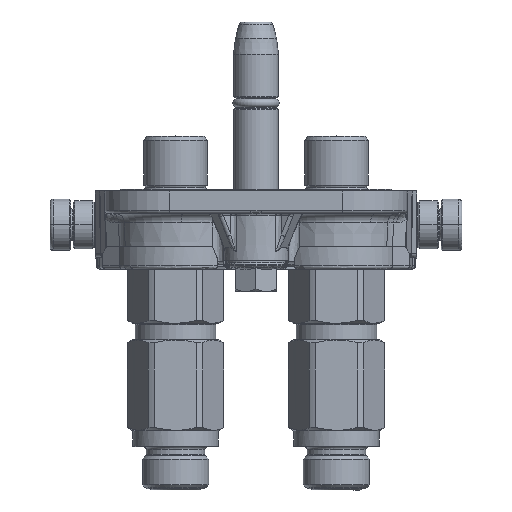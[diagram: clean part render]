
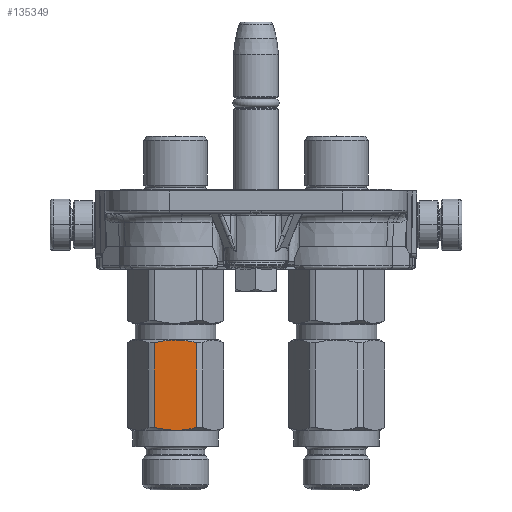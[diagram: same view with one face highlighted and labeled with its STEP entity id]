
A CAD part, left-side view. The second image highlights one B-rep face of the part: STEP entity #135349.
In plain terms, the highlighted face is planar.
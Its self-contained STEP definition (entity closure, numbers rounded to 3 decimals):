
#23 = CARTESIAN_POINT ( 'NONE',  ( 46.123, -13.5, -1.919 ) ) ;
#884 = CARTESIAN_POINT ( 'NONE',  ( 19.01, -13.5, -6.538 ) ) ;
#3030 = ORIENTED_EDGE ( 'NONE', *, *, #74062, .F. ) ;
#3628 = CARTESIAN_POINT ( 'NONE',  ( 46.034, -13.5, -2.811 ) ) ;
#6259 = EDGE_CURVE ( 'NONE', #57590, #23091, #118510, .T. ) ;
#7879 = CARTESIAN_POINT ( 'NONE',  ( 19.01, -13.5, -6.538 ) ) ;
#10162 = CARTESIAN_POINT ( 'NONE',  ( 46.181, -13.5, -1.099 ) ) ;
#14209 = CARTESIAN_POINT ( 'NONE',  ( 45.976, -13.5, -3.262 ) ) ;
#14338 = LINE ( 'NONE', #74392, #109899 ) ;
#18240 = DIRECTION ( 'NONE',  ( 0., 0., 1. ) ) ;
#23091 = VERTEX_POINT ( 'NONE', #884 ) ;
#25461 = CARTESIAN_POINT ( 'NONE',  ( 46.2, -13.5, 0. ) ) ;
#27196 = ORIENTED_EDGE ( 'NONE', *, *, #6259, .T. ) ;
#27861 = ORIENTED_EDGE ( 'NONE', *, *, #102670, .T. ) ;
#28837 = PLANE ( 'NONE',  #95818 ) ;
#29166 = CARTESIAN_POINT ( 'NONE',  ( 45.595, -13.499, 5.449 ) ) ;
#29613 = CARTESIAN_POINT ( 'NONE',  ( 46.199, -13.501, 1.108 ) ) ;
#30510 = CARTESIAN_POINT ( 'NONE',  ( 45.754, -13.499, 4.641 ) ) ;
#30807 = ORIENTED_EDGE ( 'NONE', *, *, #35965, .F. ) ;
#33102 = CARTESIAN_POINT ( 'NONE',  ( 46.2, -13.5, -0.553 ) ) ;
#33203 = CARTESIAN_POINT ( 'NONE',  ( 45.334, -13.5, 6.538 ) ) ;
#34433 = CARTESIAN_POINT ( 'NONE',  ( 46.003, -13.5, -3.053 ) ) ;
#35965 = EDGE_CURVE ( 'NONE', #104355, #123208, #121863, .T. ) ;
#36097 = B_SPLINE_CURVE_WITH_KNOTS ( 'NONE', 3,
 ( #62595, #33102, #10162, #23, #73642, #117752, #3628, #34433, #97034, #129232, #14209, #75881, #107600, #108978 ),
 .UNSPECIFIED., .F., .F.,
 ( 4, 2, 2, 1, 1, 2, 2, 4 ),
 ( 0., 0.25, 0.375, 0.438, 0.469, 0.484, 0.5, 1. ),
 .UNSPECIFIED. ) ;
#36256 = EDGE_CURVE ( 'NONE', #57590, #104355, #124781, .T. ) ;
#39995 = CARTESIAN_POINT ( 'NONE',  ( 18.144, -13.5, 2.111 ) ) ;
#41243 = DIRECTION ( 'NONE',  ( 1., 0., 0. ) ) ;
#49696 = CARTESIAN_POINT ( 'NONE',  ( 19.01, -13.5, 6.538 ) ) ;
#50328 = CARTESIAN_POINT ( 'NONE',  ( 46.2, -13.5, 0. ) ) ;
#50784 = CARTESIAN_POINT ( 'NONE',  ( 45.952, -13.5, 3.43 ) ) ;
#51239 = CARTESIAN_POINT ( 'NONE',  ( 45.803, -13.5, 4.372 ) ) ;
#51686 = CARTESIAN_POINT ( 'NONE',  ( 45.962, -13.5, 3.365 ) ) ;
#55275 = FACE_OUTER_BOUND ( 'NONE', #70830, .T. ) ;
#57590 = VERTEX_POINT ( 'NONE', #132157 ) ;
#60494 = CARTESIAN_POINT ( 'NONE',  ( 45.472, -13.499, 5.99 ) ) ;
#62595 = CARTESIAN_POINT ( 'NONE',  ( 46.2, -13.5, 0. ) ) ;
#70830 = EDGE_LOOP ( 'NONE', ( #115937, #27196, #27861, #3030, #30807 ) ) ;
#71199 = CARTESIAN_POINT ( 'NONE',  ( 46.2, -13.5, -7.794 ) ) ;
#73642 = CARTESIAN_POINT ( 'NONE',  ( 46.1, -13.5, -2.192 ) ) ;
#74062 = EDGE_CURVE ( 'NONE', #123208, #79902, #36097, .T. ) ;
#74392 = CARTESIAN_POINT ( 'NONE',  ( 19.01, -13.5, -6.538 ) ) ;
#75396 = VECTOR ( 'NONE', #106853, 1000. ) ;
#75881 = CARTESIAN_POINT ( 'NONE',  ( 45.824, -13.5, -4.369 ) ) ;
#76365 = CARTESIAN_POINT ( 'NONE',  ( 45.334, -13.5, -6.538 ) ) ;
#77381 = CARTESIAN_POINT ( 'NONE',  ( 19.01, -13.5, 6.538 ) ) ;
#79902 = VERTEX_POINT ( 'NONE', #76365 ) ;
#81006 = CARTESIAN_POINT ( 'NONE',  ( 18.433, -13.5, -4.29 ) ) ;
#82356 = CARTESIAN_POINT ( 'NONE',  ( 18.144, -13.5, -2.111 ) ) ;
#82506 = CARTESIAN_POINT ( 'NONE',  ( 45.871, -13.5, 3.968 ) ) ;
#95818 = AXIS2_PLACEMENT_3D ( 'NONE', #71199, #122748, #18240 ) ;
#97034 = CARTESIAN_POINT ( 'NONE',  ( 45.99, -13.5, -3.157 ) ) ;
#102670 = EDGE_CURVE ( 'NONE', #23091, #79902, #14338, .T. ) ;
#103209 = CARTESIAN_POINT ( 'NONE',  ( 45.334, -13.5, 6.538 ) ) ;
#104127 = CARTESIAN_POINT ( 'NONE',  ( 45.933, -13.5, 3.565 ) ) ;
#104355 = VERTEX_POINT ( 'NONE', #33203 ) ;
#106853 = DIRECTION ( 'NONE',  ( 1., 0., 0. ) ) ;
#107600 = CARTESIAN_POINT ( 'NONE',  ( 45.612, -13.499, -5.438 ) ) ;
#108978 = CARTESIAN_POINT ( 'NONE',  ( 45.334, -13.5, -6.538 ) ) ;
#109899 = VECTOR ( 'NONE', #41243, 1000. ) ;
#113350 = CARTESIAN_POINT ( 'NONE',  ( 45.903, -13.5, 3.767 ) ) ;
#113640 = CARTESIAN_POINT ( 'NONE',  ( 18.433, -13.5, 4.29 ) ) ;
#115937 = ORIENTED_EDGE ( 'NONE', *, *, #36256, .F. ) ;
#117752 = CARTESIAN_POINT ( 'NONE',  ( 46.057, -13.5, -2.605 ) ) ;
#118510 = B_SPLINE_CURVE_WITH_KNOTS ( 'NONE', 3,
 ( #49696, #113640, #39995, #82356, #81006, #7879 ),
 .UNSPECIFIED., .F., .F.,
 ( 4, 2, 4 ),
 ( 0., 0.5, 1. ),
 .UNSPECIFIED. ) ;
#121863 = B_SPLINE_CURVE_WITH_KNOTS ( 'NONE', 3,
 ( #103209, #60494, #29166, #30510, #51239, #82506, #113350, #104127, #50784, #51686, #124410, #29613, #50328 ),
 .UNSPECIFIED., .F., .F.,
 ( 4, 2, 2, 1, 2, 2, 4 ),
 ( 0., 0.25, 0.375, 0.437, 0.469, 0.5, 1. ),
 .UNSPECIFIED. ) ;
#122748 = DIRECTION ( 'NONE',  ( 0., 1., 0. ) ) ;
#123208 = VERTEX_POINT ( 'NONE', #25461 ) ;
#124410 = CARTESIAN_POINT ( 'NONE',  ( 46.123, -13.5, 2.186 ) ) ;
#124781 = LINE ( 'NONE', #77381, #75396 ) ;
#129232 = CARTESIAN_POINT ( 'NONE',  ( 45.981, -13.5, -3.226 ) ) ;
#132157 = CARTESIAN_POINT ( 'NONE',  ( 19.01, -13.5, 6.538 ) ) ;
#135349 = ADVANCED_FACE ( 'NONE', ( #55275 ), #28837, .F. ) ;
